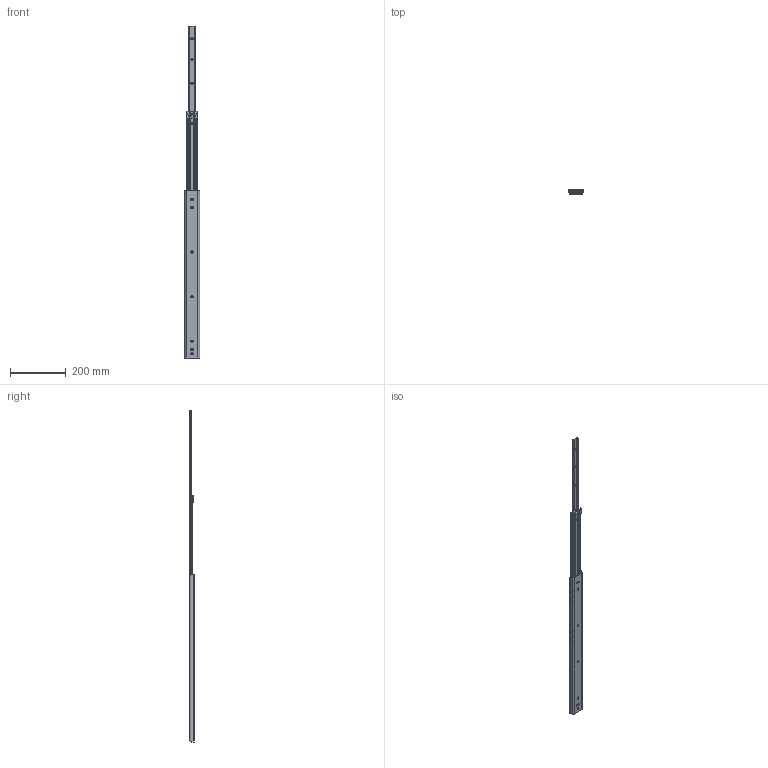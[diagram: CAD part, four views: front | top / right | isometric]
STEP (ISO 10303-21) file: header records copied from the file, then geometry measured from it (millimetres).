
FILE_DESCRIPTION((''),'2;1');
FILE_NAME('112-510_ASM','2015-06-17T',('w.jans'),(''),'PRO/ENGINEER BY PARAMETRIC TECHNOLOGY CORPORATION, 2003450','PRO/ENGINEER BY PARAMETRIC TECHNOLOGY CORPORATION, 2003450','');
FILE_SCHEMA(('CONFIG_CONTROL_DESIGN'));
Length unit declared in the file: millimetre
Products named in the file (36): 511-12-510; 511-12-510_ASM; 515-6XX-12-510; 911-074; 515-6XX-12-510_ASM; 512-12-510; 556-341; 931-122; 556-341_ASM; 512-12-510_ASM; 515-7XX-12-510_AF0; 911-075_AF0; 911-075_AF1; 911-075_AF2; 911-075_AF3; 911-075_AF4; 911-075_AF5; 911-075_AF6; 911-075_AF7; 911-075_AF8; 911-075_AF9; 911-075; 911-075_AF10; 911-075_AF11; 911-075_AF12; 911-075_AF13; 911-075_AF14; 911-075_AF15; 911-075_AF16; 911-075_AF17; 911-075_AF18; 911-075_AF19; 515-7XX-12-510_ASM; 513-12-510; 513-12-510_ASM; 112-510_ASM
Assembly tree (70 placements, depth 4):
  112-510_ASM
    511-12-510_ASM
      511-12-510
    515-6XX-12-510_ASM
      515-6XX-12-510
      911-074  x28
    512-12-510_ASM
      512-12-510
      556-341_ASM  x2
        556-341
        931-122
    515-7XX-12-510_ASM
      515-7XX-12-510_AF0
      911-075_AF0
      911-075_AF1
      911-075_AF2
      911-075_AF3
      911-075_AF4
      911-075_AF5
      911-075_AF6
      911-075_AF7
      911-075_AF8
      911-075_AF9
      911-075  x8
      911-075_AF10
      911-075_AF11
      911-075_AF12
      911-075_AF13
      911-075_AF14
      911-075_AF15
      911-075_AF16
      911-075_AF17
      911-075_AF18
      911-075_AF19
    513-12-510_ASM
      513-12-510
Bounding box: 55.8 x 17.3 x 1192.5 mm (x, y, z)
Volume: 213270 mm3; surface area: 285521.6 mm2
Topology: 65 solids, 65 shells, 1824 faces, 5218 edges, 3290 vertices
Faces by surface type: plane 854, cylinder 732, sphere 112, cone 74, torus 44, bspline 8
Entity records: 56331 total; most frequent: CARTESIAN_POINT 13030, DIRECTION 9068, ORIENTED_EDGE 9002, EDGE_CURVE 4501, AXIS2_PLACEMENT_3D 3198, VERTEX_POINT 2957, VECTOR 2672, LINE 2672
